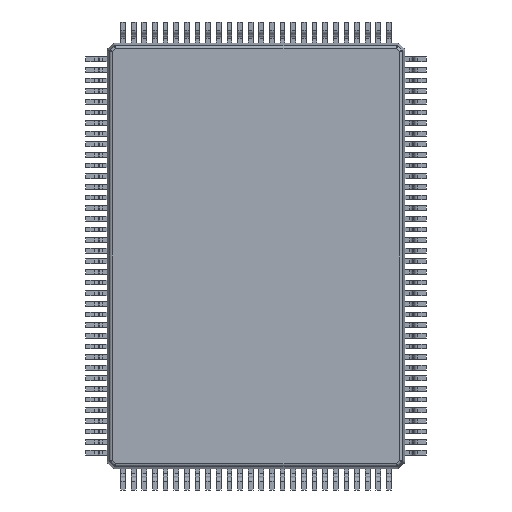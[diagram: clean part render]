
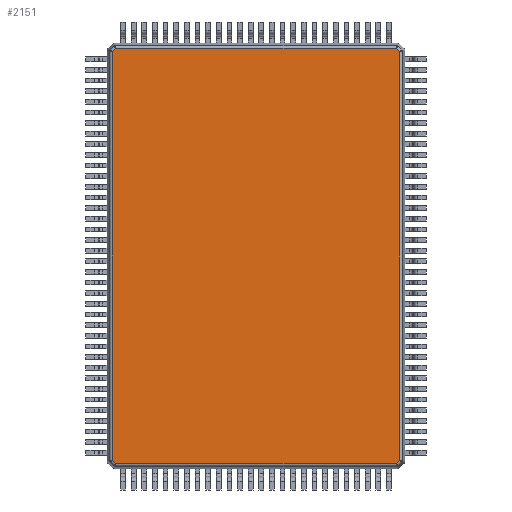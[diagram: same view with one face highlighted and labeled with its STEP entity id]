
A CAD part, front view. The second image highlights one B-rep face of the part: STEP entity #2151.
In plain terms, the highlighted planar face has unit normal (0, -1, 0).
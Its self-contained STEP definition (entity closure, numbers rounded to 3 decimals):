
#685=DIRECTION('',(0.,0.,-1.));
#686=VECTOR('',#685,13.197);
#687=CARTESIAN_POINT('',(-9.764,-0.773,6.595));
#688=LINE('',#687,#686);
#706=DIRECTION('',(-0.707,0.,-0.707));
#707=VECTOR('',#706,0.238);
#708=CARTESIAN_POINT('',(-9.595,-0.773,6.764));
#709=LINE('',#708,#707);
#737=DIRECTION('',(-1.,0.,0.));
#738=VECTOR('',#737,19.191);
#739=CARTESIAN_POINT('',(9.595,-0.773,6.764));
#740=LINE('',#739,#738);
#922=DIRECTION('',(-0.707,0.,0.707));
#923=VECTOR('',#922,0.238);
#924=CARTESIAN_POINT('',(9.764,-0.773,6.595));
#925=LINE('',#924,#923);
#953=DIRECTION('',(0.,0.,1.));
#954=VECTOR('',#953,13.197);
#955=CARTESIAN_POINT('',(9.764,-0.773,-6.602));
#956=LINE('',#955,#954);
#1075=DIRECTION('',(0.707,0.,0.707));
#1076=VECTOR('',#1075,0.229);
#1077=CARTESIAN_POINT('',(9.602,-0.773,-6.764));
#1078=LINE('',#1077,#1076);
#1106=DIRECTION('',(1.,0.,0.));
#1107=VECTOR('',#1106,19.204);
#1108=CARTESIAN_POINT('',(-9.602,-0.773,-6.764));
#1109=LINE('',#1108,#1107);
#1228=DIRECTION('',(0.707,0.,-0.707));
#1229=VECTOR('',#1228,0.229);
#1230=CARTESIAN_POINT('',(-9.764,-0.773,-6.602));
#1231=LINE('',#1230,#1229);
#1397=CARTESIAN_POINT('',(-9.595,-0.773,6.764));
#1398=CARTESIAN_POINT('',(-9.764,-0.773,6.595));
#1399=VERTEX_POINT('',#1397);
#1400=VERTEX_POINT('',#1398);
#1401=CARTESIAN_POINT('',(9.595,-0.773,6.764));
#1402=VERTEX_POINT('',#1401);
#1411=CARTESIAN_POINT('',(9.764,-0.773,6.595));
#1412=VERTEX_POINT('',#1411);
#1413=CARTESIAN_POINT('',(9.764,-0.773,-6.602));
#1414=VERTEX_POINT('',#1413);
#1423=CARTESIAN_POINT('',(9.602,-0.773,-6.764));
#1424=VERTEX_POINT('',#1423);
#1425=CARTESIAN_POINT('',(-9.602,-0.773,-6.764));
#1426=VERTEX_POINT('',#1425);
#1435=CARTESIAN_POINT('',(-9.764,-0.773,-6.602));
#1436=VERTEX_POINT('',#1435);
#2129=CARTESIAN_POINT('',(0.,-0.773,0.));
#2130=DIRECTION('',(0.,1.,0.));
#2131=DIRECTION('',(1.,0.,0.));
#2132=AXIS2_PLACEMENT_3D('',#2129,#2130,#2131);
#2133=PLANE('',#2132);
#2134=ORIENTED_EDGE('',*,*,#2119,.F.);
#2136=ORIENTED_EDGE('',*,*,#2135,.F.);
#2138=ORIENTED_EDGE('',*,*,#2137,.F.);
#2140=ORIENTED_EDGE('',*,*,#2139,.F.);
#2142=ORIENTED_EDGE('',*,*,#2141,.F.);
#2144=ORIENTED_EDGE('',*,*,#2143,.F.);
#2146=ORIENTED_EDGE('',*,*,#2145,.F.);
#2148=ORIENTED_EDGE('',*,*,#2147,.F.);
#2149=EDGE_LOOP('',(#2134,#2136,#2138,#2140,#2142,#2144,#2146,#2148));
#2150=FACE_OUTER_BOUND('',#2149,.F.);
#2151=ADVANCED_FACE('',(#2150),#2133,.F.);
#2119=EDGE_CURVE('',#1400,#1436,#688,.T.);
#2135=EDGE_CURVE('',#1399,#1400,#709,.T.);
#2137=EDGE_CURVE('',#1402,#1399,#740,.T.);
#2139=EDGE_CURVE('',#1412,#1402,#925,.T.);
#2141=EDGE_CURVE('',#1414,#1412,#956,.T.);
#2143=EDGE_CURVE('',#1424,#1414,#1078,.T.);
#2145=EDGE_CURVE('',#1426,#1424,#1109,.T.);
#2147=EDGE_CURVE('',#1436,#1426,#1231,.T.);
